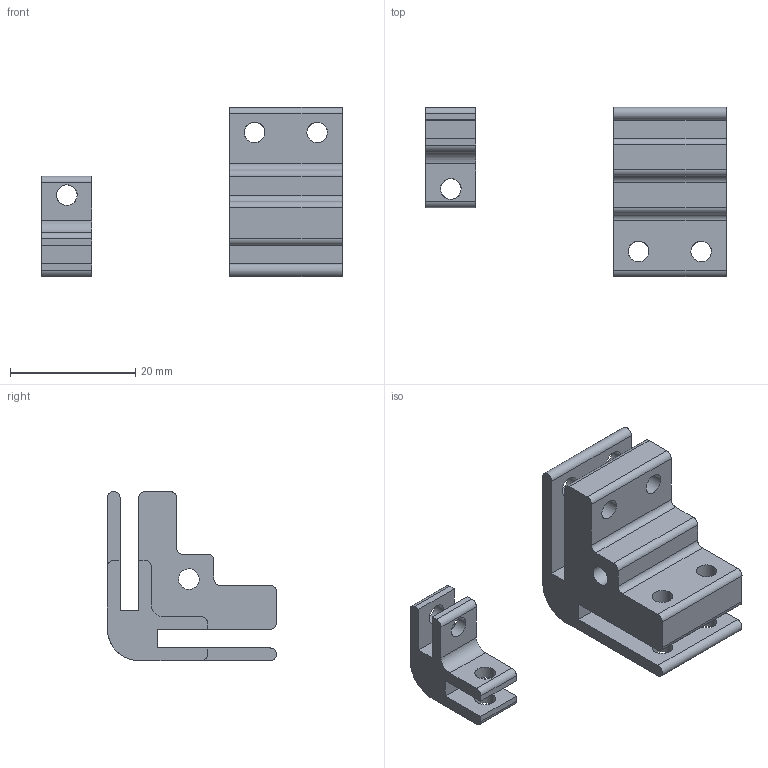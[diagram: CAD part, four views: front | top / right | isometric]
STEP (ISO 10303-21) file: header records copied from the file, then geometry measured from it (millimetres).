
FILE_DESCRIPTION(/* description */ (''),/* implementation_level */ '2;1');
FILE_NAME(/* name */ 'Spacers',/* time_stamp */ '2025-06-15T19:02:41+03:00',/* author */ (''),/* organization */ (''),/* preprocessor_version */ 'ST-DEVELOPER v16.5',/* originating_system */ '',/* authorisation */ '');
FILE_SCHEMA (('CONFIG_CONTROL_DESIGN'));
Length unit declared in the file: millimetre
Products named in the file (1): Document
Bounding box: 48 x 27 x 27 mm (x, y, z)
Volume: 7624.4 mm3; surface area: 5357.6 mm2
Topology: 2 solids, 2 shells, 61 faces, 171 edges, 114 vertices
Faces by surface type: plane 32, cylinder 29
Full cylindrical faces by diameter (mm): 3.3 x13
Entity records: 1952 total; most frequent: CARTESIAN_POINT 803, ORIENTED_EDGE 342, EDGE_CURVE 171, VERTEX_POINT 114, EDGE_LOOP 87, DIRECTION 63, ADVANCED_FACE 61, FACE_OUTER_BOUND 61
